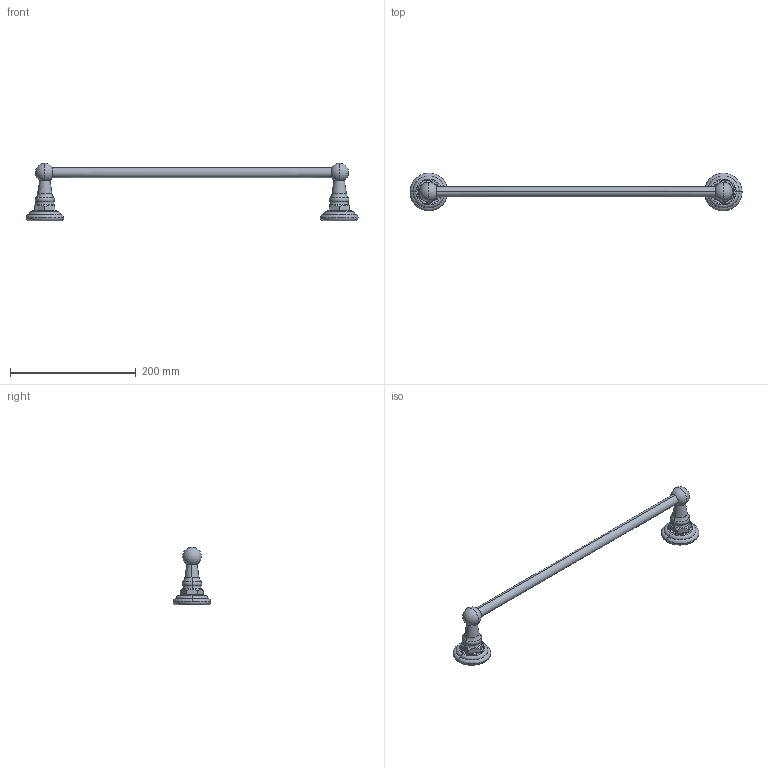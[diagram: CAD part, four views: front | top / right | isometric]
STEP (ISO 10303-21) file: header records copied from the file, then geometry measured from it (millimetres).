
FILE_DESCRIPTION((''),'2;1');
FILE_NAME('13-01_SW0001','2010-06-10T',('rathishkumar'),(''),'PRO/ENGINEER BY PARAMETRIC TECHNOLOGY CORPORATION, 2009300','PRO/ENGINEER BY PARAMETRIC TECHNOLOGY CORPORATION, 2009300','');
FILE_SCHEMA(('CONFIG_CONTROL_DESIGN'));
Length unit declared in the file: inch
Products named in the file (1): 13-01_SW0001
Bounding box: 528.94 x 59.94 x 91.51 mm (x, y, z)
Surface area: 85537.1 mm2 (no closed solid volume)
Topology: 0 solids, 0 shells, 92 faces, 442 edges, 422 vertices
Faces by surface type: bspline 64, torus 24, sphere 4
Entity records: 21131 total; most frequent: CARTESIAN_POINT 17550, DIRECTION 550, DEFINITIONAL_REPRESENTATION 406, PCURVE 406, COMPOSITE_CURVE_SEGMENT 406, TRIMMED_CURVE 400, VECTOR 306, LINE 306
